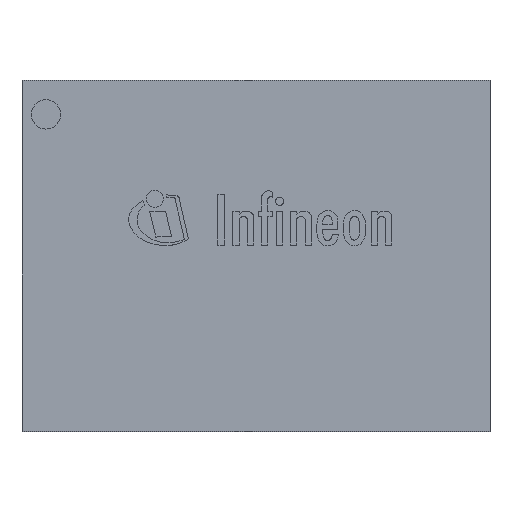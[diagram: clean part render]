
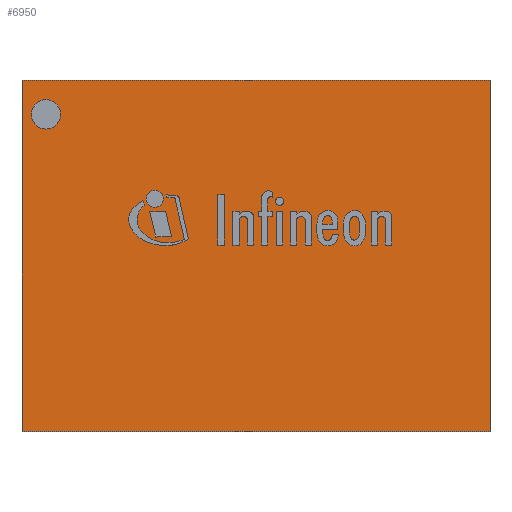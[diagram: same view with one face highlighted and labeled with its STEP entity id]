
A CAD part, top view. The second image highlights one B-rep face of the part: STEP entity #6950.
In plain terms, the highlighted planar face has unit normal (0, 0, 1).
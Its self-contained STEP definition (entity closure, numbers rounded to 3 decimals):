
#145=LINE('',#9559,#1067);
#148=LINE('',#9565,#1070);
#151=LINE('',#9571,#1073);
#154=LINE('',#9575,#1076);
#1067=VECTOR('',#7805,1.);
#1070=VECTOR('',#7810,1.);
#1073=VECTOR('',#7815,1.);
#1076=VECTOR('',#7820,1.);
#1992=PLANE('',#7384);
#2349=FACE_BOUND('',#2796,.T.);
#2395=FACE_OUTER_BOUND('',#2795,.T.);
#2795=EDGE_LOOP('',(#4949,#4950,#4951,#4952));
#2796=EDGE_LOOP('',(#4953));
#3228=CIRCLE('',#7377,0.25);
#3264=VERTEX_POINT('',#9547);
#3268=VERTEX_POINT('',#9556);
#3269=VERTEX_POINT('',#9558);
#3271=VERTEX_POINT('',#9564);
#3273=VERTEX_POINT('',#9570);
#3932=EDGE_CURVE('',#3264,#3264,#3228,.T.);
#3936=EDGE_CURVE('',#3269,#3268,#145,.T.);
#3939=EDGE_CURVE('',#3271,#3269,#148,.T.);
#3942=EDGE_CURVE('',#3273,#3271,#151,.T.);
#3945=EDGE_CURVE('',#3268,#3273,#154,.T.);
#4949=ORIENTED_EDGE('',*,*,#3945,.T.);
#4950=ORIENTED_EDGE('',*,*,#3942,.T.);
#4951=ORIENTED_EDGE('',*,*,#3939,.T.);
#4952=ORIENTED_EDGE('',*,*,#3936,.T.);
#4953=ORIENTED_EDGE('',*,*,#3932,.T.);
#6950=ADVANCED_FACE('',(#2395,#2349),#1992,.T.);
#7377=AXIS2_PLACEMENT_3D('',#9548,#7795,#7796);
#7384=AXIS2_PLACEMENT_3D('',#9576,#7821,#7822);
#7795=DIRECTION('center_axis',(0.,0.,-1.));
#7796=DIRECTION('ref_axis',(0.,1.,0.));
#7805=DIRECTION('',(0.,1.,0.));
#7810=DIRECTION('',(1.,0.,0.));
#7815=DIRECTION('',(0.,-1.,0.));
#7820=DIRECTION('',(-1.,0.,0.));
#7821=DIRECTION('center_axis',(0.,0.,1.));
#7822=DIRECTION('ref_axis',(0.,-1.,0.));
#9547=CARTESIAN_POINT('',(-3.59,2.17,1.04));
#9548=CARTESIAN_POINT('Origin',(-3.59,2.42,1.04));
#9556=CARTESIAN_POINT('',(4.,3.,1.04));
#9558=CARTESIAN_POINT('',(4.,-3.,1.04));
#9559=CARTESIAN_POINT('',(4.,-3.,1.04));
#9564=CARTESIAN_POINT('',(-4.,-3.,1.04));
#9565=CARTESIAN_POINT('',(-4.,-3.,1.04));
#9570=CARTESIAN_POINT('',(-4.,3.,1.04));
#9571=CARTESIAN_POINT('',(-4.,3.,1.04));
#9575=CARTESIAN_POINT('',(4.,3.,1.04));
#9576=CARTESIAN_POINT('Origin',(0.,0.,1.04));
